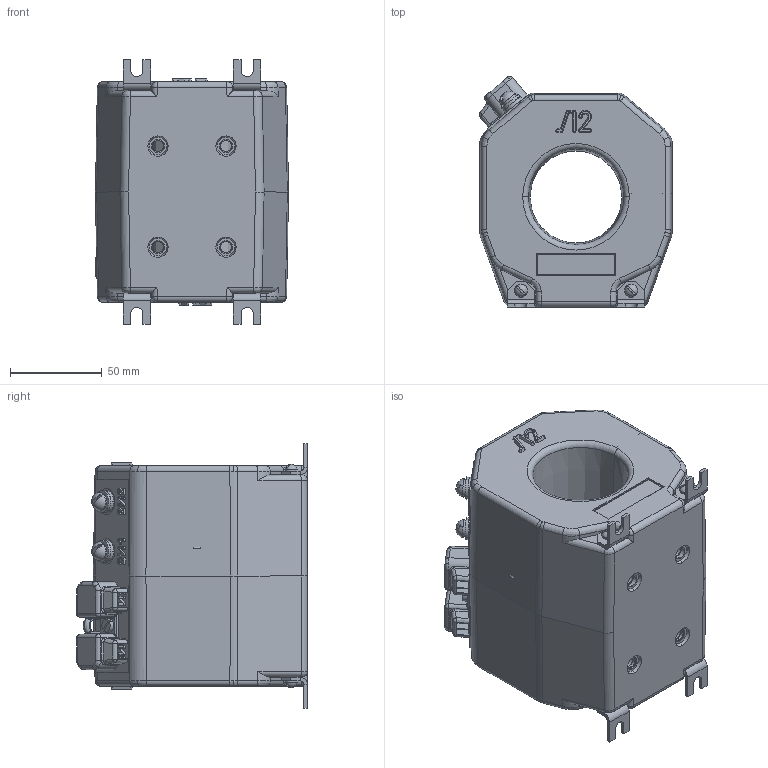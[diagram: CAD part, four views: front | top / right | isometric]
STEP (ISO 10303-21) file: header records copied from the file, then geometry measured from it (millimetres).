
FILE_DESCRIPTION (( 'STEP AP203' ), '1' );
FILE_NAME ('ÒØË-0,66-IV-1-2.STEP', '2017-12-11T06:08:53', ( '' ), ( '' ), 'SwSTEP 2.0', 'SolidWorks 2010', '' );
FILE_SCHEMA (( 'CONFIG_CONTROL_DESIGN' ));
Length unit declared in the file: millimetre
Products named in the file (1): ﾒﾘﾋ-0,66-IV-1-2
Bounding box: 105.5 x 125.55 x 144 mm (x, y, z)
Surface area: 92783.7 mm2 (no closed solid volume)
Topology: 0 solids, 48 shells, 807 faces, 2817 edges, 2015 vertices
Faces by surface type: plane 394, cylinder 149, bspline 144, cone 92, sphere 24, torus 4
Entity records: 36742 total; most frequent: CARTESIAN_POINT 14678, ORIENTED_EDGE 4401, DIRECTION 3993, EDGE_CURVE 2807, VERTEX_POINT 2015, VECTOR 1565, LINE 1565, AXIS2_PLACEMENT_3D 1214
